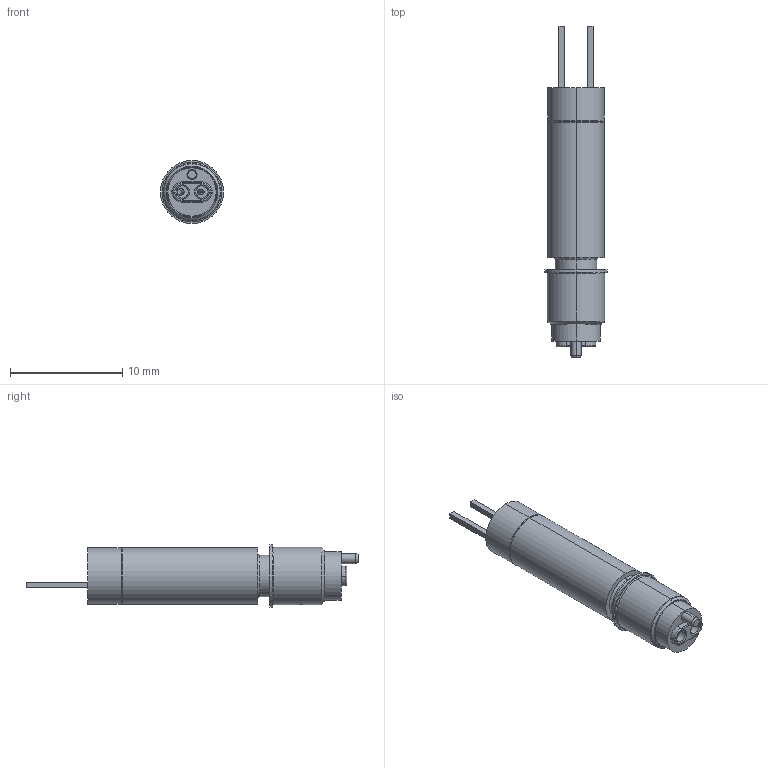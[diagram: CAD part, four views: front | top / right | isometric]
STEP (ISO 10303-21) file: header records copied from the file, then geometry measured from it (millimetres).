
FILE_DESCRIPTION (( 'STEP AP214' ), '1' );
FILE_NAME ('PE 205-9.STEP', '2025-03-07T09:48:56', ( '' ), ( '' ), 'SwSTEP 2.0', 'SolidWorks 2023', '' );
FILE_SCHEMA (( 'AUTOMOTIVE_DESIGN' ));
Length unit declared in the file: millimetre
Products named in the file (1): PE 205-9
Bounding box: 5.6 x 29.53 x 5.6 mm (x, y, z)
Volume: 432 mm3; surface area: 479 mm2
Topology: 2 solids, 2 shells, 117 faces, 258 edges, 154 vertices
Faces by surface type: cylinder 38, plane 35, torus 28, cone 16
Entity records: 4502 total; most frequent: DIRECTION 604, CARTESIAN_POINT 592, ORIENTED_EDGE 516, EDGE_CURVE 258, AXIS2_PLACEMENT_3D 242, VERTEX_POINT 154, EDGE_LOOP 130, CIRCLE 124
